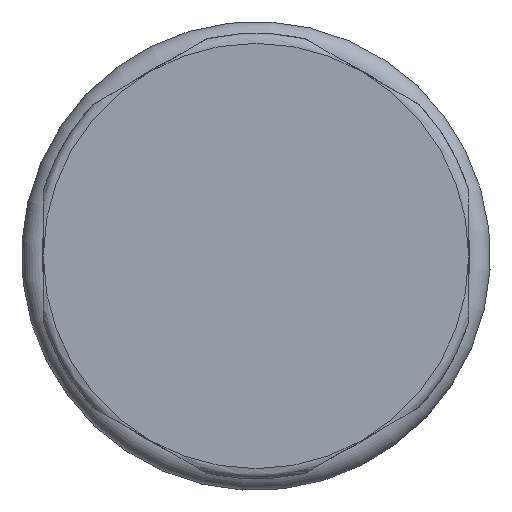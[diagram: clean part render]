
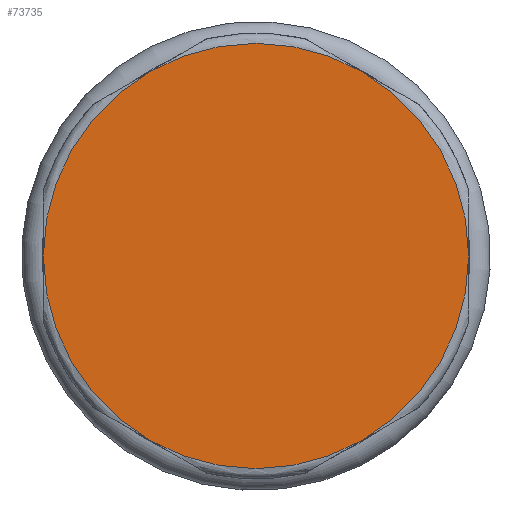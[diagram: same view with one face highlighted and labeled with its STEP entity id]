
A CAD part, left-side view. The second image highlights one B-rep face of the part: STEP entity #73735.
In plain terms, the highlighted planar face has unit normal (-1, 0, 0).
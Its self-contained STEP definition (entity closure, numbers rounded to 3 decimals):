
#72771=CARTESIAN_POINT('',(0.,5.25,-9.093));
#72772=VERTEX_POINT('',#72771);
#72871=CARTESIAN_POINT('',(0.,-5.25,-9.093));
#72872=VERTEX_POINT('',#72871);
#72971=CARTESIAN_POINT('',(0.,-10.5,0.));
#72972=VERTEX_POINT('',#72971);
#73071=CARTESIAN_POINT('',(0.,-5.25,9.093));
#73072=VERTEX_POINT('',#73071);
#73171=CARTESIAN_POINT('',(0.,5.25,9.093));
#73172=VERTEX_POINT('',#73171);
#73252=CARTESIAN_POINT('',(0.,10.5,0.0));
#73253=VERTEX_POINT('',#73252);
#73271=CARTESIAN_POINT('',(0.,0.0,0.0));
#73272=DIRECTION('',(1.0,0.0,0.0));
#73273=DIRECTION('',(0.0,-1.0,0.0));
#73274=AXIS2_PLACEMENT_3D('',#73271,#73272,#73273);
#73275=CIRCLE('',#73274,10.5);
#73276=EDGE_CURVE('',#73253,#73172,#73275,.T.);
#73295=CARTESIAN_POINT('',(0.,0.0,0.0));
#73296=DIRECTION('',(1.0,0.0,0.0));
#73297=DIRECTION('',(0.0,-1.0,0.0));
#73298=AXIS2_PLACEMENT_3D('',#73295,#73296,#73297);
#73299=CIRCLE('',#73298,10.5);
#73300=EDGE_CURVE('',#73172,#73072,#73299,.T.);
#73319=CARTESIAN_POINT('',(0.,0.0,0.0));
#73320=DIRECTION('',(1.0,0.0,0.0));
#73321=DIRECTION('',(0.0,-1.0,0.0));
#73322=AXIS2_PLACEMENT_3D('',#73319,#73320,#73321);
#73323=CIRCLE('',#73322,10.5);
#73324=EDGE_CURVE('',#73072,#72972,#73323,.T.);
#73343=CARTESIAN_POINT('',(0.,0.0,0.0));
#73344=DIRECTION('',(1.0,0.0,0.0));
#73345=DIRECTION('',(0.0,-1.0,0.0));
#73346=AXIS2_PLACEMENT_3D('',#73343,#73344,#73345);
#73347=CIRCLE('',#73346,10.5);
#73348=EDGE_CURVE('',#72972,#72872,#73347,.T.);
#73367=CARTESIAN_POINT('',(0.,0.0,0.0));
#73368=DIRECTION('',(1.0,0.0,0.0));
#73369=DIRECTION('',(0.0,-1.0,0.0));
#73370=AXIS2_PLACEMENT_3D('',#73367,#73368,#73369);
#73371=CIRCLE('',#73370,10.5);
#73372=EDGE_CURVE('',#72872,#72772,#73371,.T.);
#73383=CARTESIAN_POINT('',(0.,0.0,0.0));
#73384=DIRECTION('',(1.0,0.0,0.0));
#73385=DIRECTION('',(0.0,-1.0,0.0));
#73386=AXIS2_PLACEMENT_3D('',#73383,#73384,#73385);
#73387=CIRCLE('',#73386,10.5);
#73388=EDGE_CURVE('',#72772,#73253,#73387,.T.);
#73722=CARTESIAN_POINT('',(0.,8.975,0.0));
#73723=DIRECTION('',(-1.0,0.0,0.0));
#73724=DIRECTION('',(0.0,0.0,1.0));
#73725=AXIS2_PLACEMENT_3D('',#73722,#73723,#73724);
#73726=PLANE('',#73725);
#73727=ORIENTED_EDGE('',*,*,#73276,.F.);
#73728=ORIENTED_EDGE('',*,*,#73388,.F.);
#73729=ORIENTED_EDGE('',*,*,#73372,.F.);
#73730=ORIENTED_EDGE('',*,*,#73348,.F.);
#73731=ORIENTED_EDGE('',*,*,#73324,.F.);
#73732=ORIENTED_EDGE('',*,*,#73300,.F.);
#73733=EDGE_LOOP('',(#73727,#73728,#73729,#73730,#73731,#73732));
#73734=FACE_OUTER_BOUND('',#73733,.T.);
#73735=ADVANCED_FACE('',(#73734),#73726,.T.);
